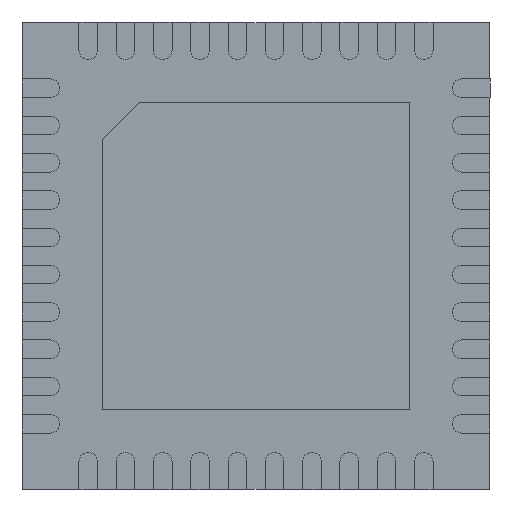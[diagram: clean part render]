
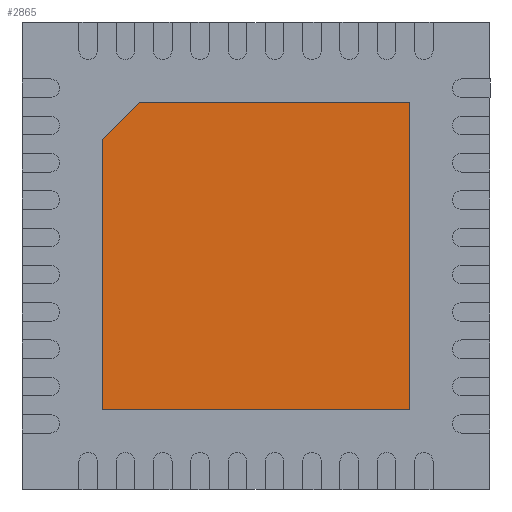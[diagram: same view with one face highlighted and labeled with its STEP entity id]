
A CAD part, front view. The second image highlights one B-rep face of the part: STEP entity #2865.
In plain terms, the highlighted planar face has unit normal (0, -1, 0).
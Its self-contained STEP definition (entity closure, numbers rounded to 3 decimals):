
#340 = DIRECTION ( 'NONE',  ( 0., 1., 0. ) ) ;
#351 = ORIENTED_EDGE ( 'NONE', *, *, #2669, .F. ) ;
#368 = VECTOR ( 'NONE', #14840, 1000. ) ;
#997 = VERTEX_POINT ( 'NONE', #11934 ) ;
#1113 = CARTESIAN_POINT ( 'NONE',  ( -1.65, -0.03, 1.65 ) ) ;
#1661 = EDGE_CURVE ( 'NONE', #6193, #997, #11111, .T. ) ;
#2110 = VERTEX_POINT ( 'NONE', #11132 ) ;
#2194 = LINE ( 'NONE', #5911, #9203 ) ;
#2640 = FACE_OUTER_BOUND ( 'NONE', #4772, .T. ) ;
#2669 = EDGE_CURVE ( 'NONE', #6616, #2110, #5570, .T. ) ;
#2865 = ADVANCED_FACE ( 'NONE', ( #2640 ), #4096, .F. ) ;
#3297 = LINE ( 'NONE', #8294, #4786 ) ;
#3402 = DIRECTION ( 'NONE',  ( 0., 0., 1. ) ) ;
#4096 = PLANE ( 'NONE',  #4500 ) ;
#4142 = ORIENTED_EDGE ( 'NONE', *, *, #8027, .F. ) ;
#4346 = EDGE_CURVE ( 'NONE', #997, #6616, #3297, .T. ) ;
#4500 = AXIS2_PLACEMENT_3D ( 'NONE', #7536, #340, #5297 ) ;
#4772 = EDGE_LOOP ( 'NONE', ( #6140, #6667, #4142, #351, #6370 ) ) ;
#4786 = VECTOR ( 'NONE', #15864, 1000. ) ;
#5297 = DIRECTION ( 'NONE',  ( 0., 0., 1. ) ) ;
#5570 = LINE ( 'NONE', #10531, #13096 ) ;
#5911 = CARTESIAN_POINT ( 'NONE',  ( -1.65, -0.03, -1.65 ) ) ;
#6140 = ORIENTED_EDGE ( 'NONE', *, *, #1661, .F. ) ;
#6193 = VERTEX_POINT ( 'NONE', #13160 ) ;
#6370 = ORIENTED_EDGE ( 'NONE', *, *, #4346, .F. ) ;
#6616 = VERTEX_POINT ( 'NONE', #11538 ) ;
#6667 = ORIENTED_EDGE ( 'NONE', *, *, #14789, .T. ) ;
#7176 = DIRECTION ( 'NONE',  ( 1., 0., 0. ) ) ;
#7536 = CARTESIAN_POINT ( 'NONE',  ( 0., -0.03, 0. ) ) ;
#8027 = EDGE_CURVE ( 'NONE', #2110, #12192, #2194, .T. ) ;
#8294 = CARTESIAN_POINT ( 'NONE',  ( 1.65, -0.03, -1.65 ) ) ;
#9203 = VECTOR ( 'NONE', #3402, 1000. ) ;
#10531 = CARTESIAN_POINT ( 'NONE',  ( -1.65, -0.03, -1.65 ) ) ;
#10728 = CARTESIAN_POINT ( 'NONE',  ( -1.65, -0.03, 1.25 ) ) ;
#11058 = LINE ( 'NONE', #13295, #368 ) ;
#11111 = LINE ( 'NONE', #1113, #14339 ) ;
#11132 = CARTESIAN_POINT ( 'NONE',  ( -1.65, -0.03, -1.65 ) ) ;
#11538 = CARTESIAN_POINT ( 'NONE',  ( 1.65, -0.03, -1.65 ) ) ;
#11934 = CARTESIAN_POINT ( 'NONE',  ( 1.65, -0.03, 1.65 ) ) ;
#12192 = VERTEX_POINT ( 'NONE', #10728 ) ;
#13096 = VECTOR ( 'NONE', #15452, 1000. ) ;
#13160 = CARTESIAN_POINT ( 'NONE',  ( -1.254, -0.03, 1.65 ) ) ;
#13295 = CARTESIAN_POINT ( 'NONE',  ( -1.457, -0.03, 1.444 ) ) ;
#14339 = VECTOR ( 'NONE', #7176, 1000. ) ;
#14789 = EDGE_CURVE ( 'NONE', #6193, #12192, #11058, .T. ) ;
#14840 = DIRECTION ( 'NONE',  ( -0.704, 0., -0.71 ) ) ;
#15452 = DIRECTION ( 'NONE',  ( -1., 0., 0. ) ) ;
#15864 = DIRECTION ( 'NONE',  ( 0., 0., -1. ) ) ;
